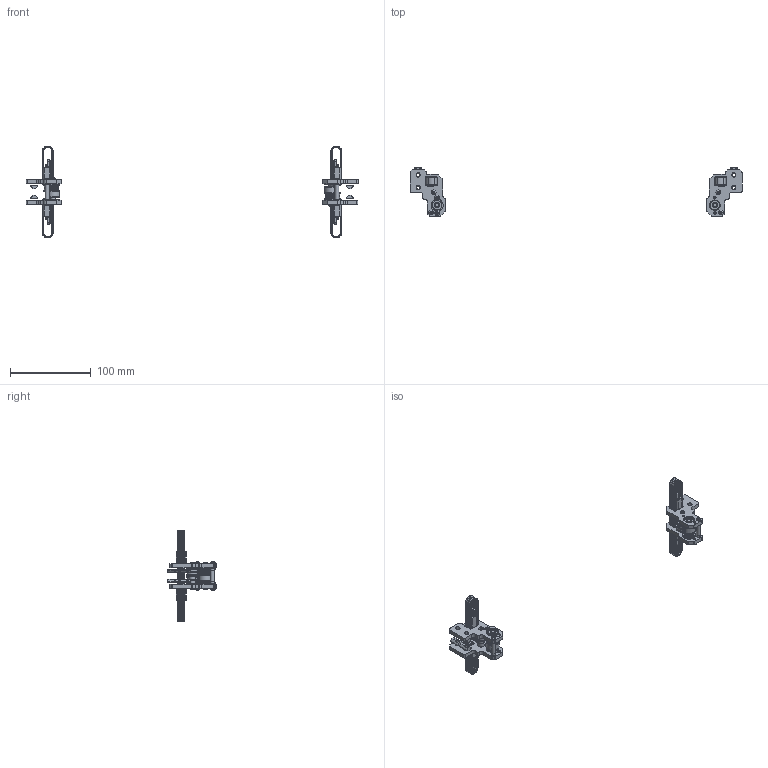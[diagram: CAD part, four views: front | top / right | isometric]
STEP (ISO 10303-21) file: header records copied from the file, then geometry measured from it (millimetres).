
FILE_DESCRIPTION(/* description */ ('','CAx-IF Rec.Pracs.---Representation and Presentation of Product Manufacturing Information (PMI)---4.0---2014-10-13'),/* implementation_level */ '2;1');
FILE_NAME(/* name */ '_5_Sheet_metal_V2_6mm_front_motorless_mounts_FT.step',/* time_stamp */ '2025-01-28T16:50:09+01:00',/* author */ (''),/* organization */ (''),/* preprocessor_version */ 'ST-DEVELOPER v20',/* originating_system */ 'Autodesk Translation Framework v13.20.0.188',/* authorisation */ '');
FILE_SCHEMA (('AP242_MANAGED_MODEL_BASED_3D_ENGINEERING_MIM_LF { 1 0 10303 442 1 1 4 }'));
Length unit declared in the file: millimetre
Products named in the file (25): _5_Sheet_metal_V2_6mm_front_motorless_mounts_FT; _Sheet_metal_V2_6mm_front_motorless_mount; _Sheet_metal_6mm_front_motorless_mount_motion; _Sheet_metal_V2_6mm_front_motorless_mount_hardware; _Hybrid_SLM_V2_6mm_Z_belt_retainer; _Sheet_metal_V2_6mm_front_motorless_mount_1; Sheet_metal_V2_front_motorless_mount_a_4.7-5mm; _Sheet_metal_6mm_front_motorless_mount_motion_1; D5x30 smooth pin; Shim 0.5mm; Shim 1mm; GT2 20T 6mm pulley; M5xD8x5 spacer; F695 flanged bearing; Di=5mm L0=5mm compression spring; Shim 0.2mm; _Sheet_metal_V2_6mm_front_motorless_mount_hardware_1; M3x8 BHCS; M3xD5x20 threaded round standoff; M3x6 BHCS; M5 2020 drop-in T-nut; _Hybrid_SLM_V2_6mm_Z_belt_retainer_1; _Hybrid_SLM_V2_6mm_Z_belt; Hybrid_SLM_V2_Z_belt_clip_b; Hybrid_SLM_V2_Z_belt_clip_a
Assembly tree (80 placements, depth 4):
  _5_Sheet_metal_V2_6mm_front_motorless_mounts_FT
    _Sheet_metal_V2_6mm_front_motorless_mount
      Sheet_metal_V2_front_motorless_mount_a_4.7-5mm  x2
      _Sheet_metal_6mm_front_motorless_mount_motion
        M3xD5x20 threaded round standoff
        D5x30 smooth pin
        Shim 0.5mm  x2
        Shim 1mm  x3
        F695 flanged bearing  x4
        GT2 20T 6mm pulley
        M5xD8x5 spacer  x2
        Di=5mm L0=5mm compression spring
        Shim 0.2mm
      _Sheet_metal_V2_6mm_front_motorless_mount_hardware
        M3x8 BHCS  x4
        M3x6 BHCS  x4
        M3xD5x20 threaded round standoff
        M5 2020 drop-in T-nut  x4
      _Hybrid_SLM_V2_6mm_Z_belt_retainer
        _Hybrid_SLM_V2_6mm_Z_belt
        Hybrid_SLM_V2_Z_belt_clip_a  x2
        Hybrid_SLM_V2_Z_belt_clip_b  x2
    _Sheet_metal_V2_6mm_front_motorless_mount_1
      Sheet_metal_V2_front_motorless_mount_a_4.7-5mm  x2
      _Sheet_metal_6mm_front_motorless_mount_motion_1
        M3xD5x20 threaded round standoff
        D5x30 smooth pin
        Shim 0.5mm  x2
        Shim 1mm  x3
        F695 flanged bearing  x4
        GT2 20T 6mm pulley
        M5xD8x5 spacer  x2
        Di=5mm L0=5mm compression spring
        Shim 0.2mm
      _Sheet_metal_V2_6mm_front_motorless_mount_hardware_1
        M3x8 BHCS  x4
        M3x6 BHCS  x4
        M3xD5x20 threaded round standoff
        M5 2020 drop-in T-nut  x4
      _Hybrid_SLM_V2_6mm_Z_belt_retainer_1
        _Hybrid_SLM_V2_6mm_Z_belt
        Hybrid_SLM_V2_Z_belt_clip_a  x2
        Hybrid_SLM_V2_Z_belt_clip_b  x2
Bounding box: 410 x 59.55 x 113.06 mm (x, y, z)
Volume: 53195.3 mm3; surface area: 58640.4 mm2
Topology: 76 solids, 76 shells, 3008 faces, 7842 edges, 5066 vertices
Faces by surface type: plane 1982, cylinder 636, cone 344, bspline 22, sphere 16, torus 8
Full cylindrical faces by diameter (mm): 2.5 x8, 2.529 x4, 3 x24, 3.1 x8, 4 x4, 4.2 x8, 5 x32, 5.7 x16, 6.5 x16, 8 x16, 11.5 x16, 13 x8, 13.03 x4, 15 x8, 16 x4
Entity records: 35821 total; most frequent: CARTESIAN_POINT 8157, ORIENTED_EDGE 5664, DIRECTION 5516, EDGE_CURVE 2832, LINE 2304, VECTOR 2304, VERTEX_POINT 1857, AXIS2_PLACEMENT_3D 1606
